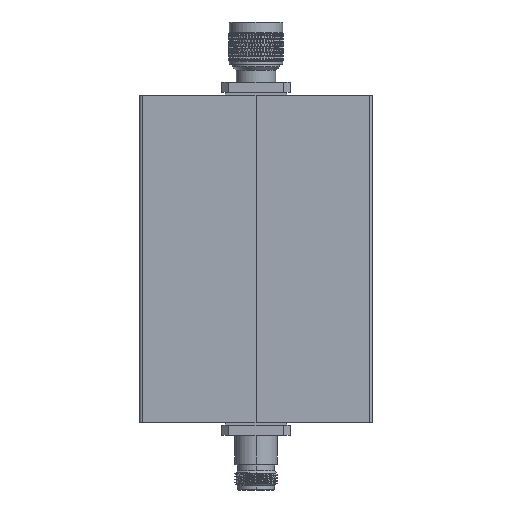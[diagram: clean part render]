
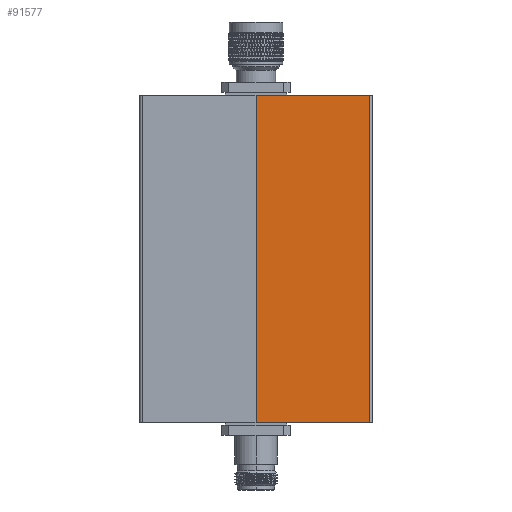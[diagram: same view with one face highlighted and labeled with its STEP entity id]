
A CAD part, left-side view. The second image highlights one B-rep face of the part: STEP entity #91577.
In plain terms, the highlighted planar face has unit normal (-1, 0, 0).
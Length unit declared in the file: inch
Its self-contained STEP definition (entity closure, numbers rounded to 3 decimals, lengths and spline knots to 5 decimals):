
#1902 = VECTOR ( 'NONE', #88118, 39.37008 ) ;
#2755 = LINE ( 'NONE', #71812, #1902 ) ;
#4255 = CARTESIAN_POINT ( 'NONE',  ( -1.67323, -1.6535, -2.38189 ) ) ;
#12185 = DIRECTION ( 'NONE',  ( 0., -1., 0. ) ) ;
#14308 = DIRECTION ( 'NONE',  ( 0., -1., 0. ) ) ;
#16764 = DIRECTION ( 'NONE',  ( 0., 0., -1. ) ) ;
#21107 = LINE ( 'NONE', #4255, #75417 ) ;
#29628 = CARTESIAN_POINT ( 'NONE',  ( -1.67323, 0., 2.38189 ) ) ;
#29807 = PLANE ( 'NONE',  #35941 ) ;
#31232 = VERTEX_POINT ( 'NONE', #54661 ) ;
#34850 = ORIENTED_EDGE ( 'NONE', *, *, #91954, .F. ) ;
#35608 = EDGE_CURVE ( 'NONE', #43416, #31232, #68414, .T. ) ;
#35941 = AXIS2_PLACEMENT_3D ( 'NONE', #71391, #52805, #104579 ) ;
#40154 = EDGE_CURVE ( 'NONE', #52057, #43416, #48018, .T. ) ;
#43416 = VERTEX_POINT ( 'NONE', #58155 ) ;
#47719 = VERTEX_POINT ( 'NONE', #76182 ) ;
#48018 = LINE ( 'NONE', #98155, #55225 ) ;
#49058 = EDGE_LOOP ( 'NONE', ( #34850, #101753, #96032, #93694 ) ) ;
#52057 = VERTEX_POINT ( 'NONE', #29628 ) ;
#52805 = DIRECTION ( 'NONE',  ( 1., 0., 0. ) ) ;
#54661 = CARTESIAN_POINT ( 'NONE',  ( -1.67323, -1.6535, -2.38189 ) ) ;
#55225 = VECTOR ( 'NONE', #12185, 39.37008 ) ;
#55314 = VECTOR ( 'NONE', #16764, 39.37008 ) ;
#58155 = CARTESIAN_POINT ( 'NONE',  ( -1.67323, -1.6535, 2.38189 ) ) ;
#61623 = CARTESIAN_POINT ( 'NONE',  ( -1.67323, -1.6535, 2.38189 ) ) ;
#68414 = LINE ( 'NONE', #61623, #55314 ) ;
#71391 = CARTESIAN_POINT ( 'NONE',  ( -1.67323, -1.6535, 2.38189 ) ) ;
#71812 = CARTESIAN_POINT ( 'NONE',  ( -1.67323, 0., 2.38189 ) ) ;
#75417 = VECTOR ( 'NONE', #14308, 39.37008 ) ;
#76182 = CARTESIAN_POINT ( 'NONE',  ( -1.67323, 0., -2.38189 ) ) ;
#78149 = EDGE_CURVE ( 'NONE', #47719, #31232, #21107, .T. ) ;
#88118 = DIRECTION ( 'NONE',  ( 0., 0., 1. ) ) ;
#91577 = ADVANCED_FACE ( 'NONE', ( #97825 ), #29807, .F. ) ;
#91954 = EDGE_CURVE ( 'NONE', #47719, #52057, #2755, .T. ) ;
#93694 = ORIENTED_EDGE ( 'NONE', *, *, #40154, .F. ) ;
#96032 = ORIENTED_EDGE ( 'NONE', *, *, #35608, .F. ) ;
#97825 = FACE_OUTER_BOUND ( 'NONE', #49058, .T. ) ;
#98155 = CARTESIAN_POINT ( 'NONE',  ( -1.67323, 1.6535, 2.38189 ) ) ;
#101753 = ORIENTED_EDGE ( 'NONE', *, *, #78149, .T. ) ;
#104579 = DIRECTION ( 'NONE',  ( 0., 1., 0. ) ) ;
